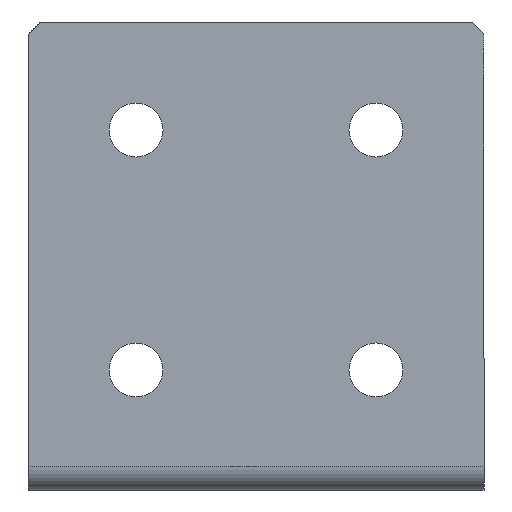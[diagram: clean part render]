
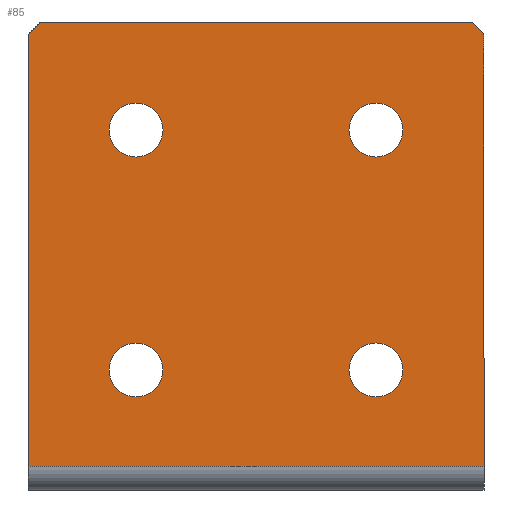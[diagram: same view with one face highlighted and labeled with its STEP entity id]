
A CAD part, front view. The second image highlights one B-rep face of the part: STEP entity #85.
In plain terms, the highlighted planar face has unit normal (0, -1, 0).
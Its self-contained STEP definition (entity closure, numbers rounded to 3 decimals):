
#7 = VERTEX_POINT ( 'NONE', #632 ) ;
#23 = EDGE_LOOP ( 'NONE', ( #974, #753 ) ) ;
#31 = CIRCLE ( 'NONE', #172, 4.5 ) ;
#34 = LINE ( 'NONE', #568, #942 ) ;
#38 = LINE ( 'NONE', #349, #202 ) ;
#44 = CIRCLE ( 'NONE', #475, 4.5 ) ;
#47 = CARTESIAN_POINT ( 'NONE',  ( 38., 0., 4. ) ) ;
#52 = DIRECTION ( 'NONE',  ( 0., 0., 1. ) ) ;
#56 = DIRECTION ( 'NONE',  ( 0., 1., 0. ) ) ;
#85 = ADVANCED_FACE ( 'NONE', ( #773, #931, #584, #311, #1105 ), #333, .F. ) ;
#101 = ORIENTED_EDGE ( 'NONE', *, *, #1047, .T. ) ;
#109 = VECTOR ( 'NONE', #1029, 1000. ) ;
#115 = CARTESIAN_POINT ( 'NONE',  ( -38., 0., 4. ) ) ;
#119 = DIRECTION ( 'NONE',  ( 0., 0., 1. ) ) ;
#121 = DIRECTION ( 'NONE',  ( 0., 1., 0. ) ) ;
#145 = AXIS2_PLACEMENT_3D ( 'NONE', #147, #414, #153 ) ;
#147 = CARTESIAN_POINT ( 'NONE',  ( 0., 0., 0. ) ) ;
#148 = CIRCLE ( 'NONE', #790, 4.5 ) ;
#153 = DIRECTION ( 'NONE',  ( 0., 0., 1. ) ) ;
#165 = EDGE_CURVE ( 'NONE', #995, #7, #861, .T. ) ;
#168 = CARTESIAN_POINT ( 'NONE',  ( -38., 0., 0. ) ) ;
#170 = DIRECTION ( 'NONE',  ( 0., 1., 0. ) ) ;
#172 = AXIS2_PLACEMENT_3D ( 'NONE', #376, #1069, #212 ) ;
#190 = ORIENTED_EDGE ( 'NONE', *, *, #536, .T. ) ;
#202 = VECTOR ( 'NONE', #462, 1000. ) ;
#209 = AXIS2_PLACEMENT_3D ( 'NONE', #833, #121, #397 ) ;
#212 = DIRECTION ( 'NONE',  ( 0., 0., 1. ) ) ;
#216 = CARTESIAN_POINT ( 'NONE',  ( 20., 0., 60. ) ) ;
#220 = LINE ( 'NONE', #916, #783 ) ;
#228 = DIRECTION ( 'NONE',  ( 0., 0., 1. ) ) ;
#237 = DIRECTION ( 'NONE',  ( 0., 1., 0. ) ) ;
#239 = AXIS2_PLACEMENT_3D ( 'NONE', #938, #616, #1108 ) ;
#242 = CARTESIAN_POINT ( 'NONE',  ( -20., 0., 15.5 ) ) ;
#249 = EDGE_CURVE ( 'NONE', #805, #253, #38, .T. ) ;
#253 = VERTEX_POINT ( 'NONE', #548 ) ;
#260 = AXIS2_PLACEMENT_3D ( 'NONE', #1066, #170, #892 ) ;
#270 = ORIENTED_EDGE ( 'NONE', *, *, #494, .T. ) ;
#278 = EDGE_LOOP ( 'NONE', ( #190, #270 ) ) ;
#282 = VERTEX_POINT ( 'NONE', #784 ) ;
#288 = CARTESIAN_POINT ( 'NONE',  ( 20., 0., 24.5 ) ) ;
#298 = CARTESIAN_POINT ( 'NONE',  ( 20., 0., 60. ) ) ;
#311 = FACE_BOUND ( 'NONE', #313, .T. ) ;
#312 = DIRECTION ( 'NONE',  ( -0.707, 0., 0.707 ) ) ;
#313 = EDGE_LOOP ( 'NONE', ( #846, #101 ) ) ;
#333 = PLANE ( 'NONE',  #145 ) ;
#334 = CIRCLE ( 'NONE', #209, 4.5 ) ;
#341 = DIRECTION ( 'NONE',  ( 0., 0., 1. ) ) ;
#345 = LINE ( 'NONE', #115, #558 ) ;
#349 = CARTESIAN_POINT ( 'NONE',  ( -38., 0., 76. ) ) ;
#363 = VERTEX_POINT ( 'NONE', #756 ) ;
#376 = CARTESIAN_POINT ( 'NONE',  ( -20., 0., 60. ) ) ;
#388 = VERTEX_POINT ( 'NONE', #47 ) ;
#395 = CARTESIAN_POINT ( 'NONE',  ( 0., 0., 78. ) ) ;
#397 = DIRECTION ( 'NONE',  ( 0., 0., 1. ) ) ;
#413 = EDGE_CURVE ( 'NONE', #657, #986, #44, .T. ) ;
#414 = DIRECTION ( 'NONE',  ( 0., 1., 0. ) ) ;
#416 = CARTESIAN_POINT ( 'NONE',  ( 38., 0., 76. ) ) ;
#419 = CIRCLE ( 'NONE', #239, 4.5 ) ;
#440 = EDGE_CURVE ( 'NONE', #986, #657, #663, .T. ) ;
#443 = DIRECTION ( 'NONE',  ( -1., 0., 0. ) ) ;
#462 = DIRECTION ( 'NONE',  ( -0.707, 0., -0.707 ) ) ;
#475 = AXIS2_PLACEMENT_3D ( 'NONE', #216, #237, #228 ) ;
#494 = EDGE_CURVE ( 'NONE', #497, #597, #419, .T. ) ;
#497 = VERTEX_POINT ( 'NONE', #242 ) ;
#520 = CIRCLE ( 'NONE', #1062, 4.5 ) ;
#536 = EDGE_CURVE ( 'NONE', #597, #497, #148, .T. ) ;
#548 = CARTESIAN_POINT ( 'NONE',  ( -38., 0., 76. ) ) ;
#550 = CARTESIAN_POINT ( 'NONE',  ( -20., 0., 64.5 ) ) ;
#558 = VECTOR ( 'NONE', #443, 1000. ) ;
#564 = CARTESIAN_POINT ( 'NONE',  ( 20., 0., 64.5 ) ) ;
#568 = CARTESIAN_POINT ( 'NONE',  ( 36., 0., 78. ) ) ;
#584 = FACE_BOUND ( 'NONE', #23, .T. ) ;
#597 = VERTEX_POINT ( 'NONE', #643 ) ;
#615 = ORIENTED_EDGE ( 'NONE', *, *, #1073, .T. ) ;
#616 = DIRECTION ( 'NONE',  ( 0., 1., 0. ) ) ;
#619 = CARTESIAN_POINT ( 'NONE',  ( 20., 0., 55.5 ) ) ;
#632 = CARTESIAN_POINT ( 'NONE',  ( -20., 0., 55.5 ) ) ;
#639 = DIRECTION ( 'NONE',  ( -1., 0., 0. ) ) ;
#642 = ORIENTED_EDGE ( 'NONE', *, *, #655, .T. ) ;
#643 = CARTESIAN_POINT ( 'NONE',  ( -20., 0., 24.5 ) ) ;
#647 = CARTESIAN_POINT ( 'NONE',  ( -38., 0., 4. ) ) ;
#649 = DIRECTION ( 'NONE',  ( 0., 1., 0. ) ) ;
#655 = EDGE_CURVE ( 'NONE', #282, #1063, #334, .T. ) ;
#657 = VERTEX_POINT ( 'NONE', #564 ) ;
#658 = ORIENTED_EDGE ( 'NONE', *, *, #768, .T. ) ;
#663 = CIRCLE ( 'NONE', #681, 4.5 ) ;
#672 = ORIENTED_EDGE ( 'NONE', *, *, #1104, .T. ) ;
#681 = AXIS2_PLACEMENT_3D ( 'NONE', #298, #649, #994 ) ;
#703 = VERTEX_POINT ( 'NONE', #647 ) ;
#728 = EDGE_CURVE ( 'NONE', #388, #749, #220, .T. ) ;
#741 = CARTESIAN_POINT ( 'NONE',  ( 20., 0., 20. ) ) ;
#749 = VERTEX_POINT ( 'NONE', #416 ) ;
#751 = ORIENTED_EDGE ( 'NONE', *, *, #728, .T. ) ;
#753 = ORIENTED_EDGE ( 'NONE', *, *, #440, .T. ) ;
#756 = CARTESIAN_POINT ( 'NONE',  ( 36., 0., 78. ) ) ;
#758 = ORIENTED_EDGE ( 'NONE', *, *, #896, .F. ) ;
#768 = EDGE_CURVE ( 'NONE', #253, #703, #776, .T. ) ;
#773 = FACE_BOUND ( 'NONE', #278, .T. ) ;
#776 = LINE ( 'NONE', #168, #109 ) ;
#783 = VECTOR ( 'NONE', #52, 1000. ) ;
#784 = CARTESIAN_POINT ( 'NONE',  ( 20., 0., 15.5 ) ) ;
#790 = AXIS2_PLACEMENT_3D ( 'NONE', #848, #860, #341 ) ;
#796 = EDGE_LOOP ( 'NONE', ( #615, #642 ) ) ;
#800 = EDGE_LOOP ( 'NONE', ( #751, #672, #1076, #997, #658, #758 ) ) ;
#805 = VERTEX_POINT ( 'NONE', #866 ) ;
#819 = LINE ( 'NONE', #395, #906 ) ;
#833 = CARTESIAN_POINT ( 'NONE',  ( 20., 0., 20. ) ) ;
#846 = ORIENTED_EDGE ( 'NONE', *, *, #165, .T. ) ;
#848 = CARTESIAN_POINT ( 'NONE',  ( -20., 0., 20. ) ) ;
#860 = DIRECTION ( 'NONE',  ( 0., 1., 0. ) ) ;
#861 = CIRCLE ( 'NONE', #260, 4.5 ) ;
#866 = CARTESIAN_POINT ( 'NONE',  ( -36., 0., 78. ) ) ;
#892 = DIRECTION ( 'NONE',  ( 0., 0., 1. ) ) ;
#896 = EDGE_CURVE ( 'NONE', #388, #703, #345, .T. ) ;
#906 = VECTOR ( 'NONE', #639, 1000. ) ;
#916 = CARTESIAN_POINT ( 'NONE',  ( 38., 0., 0. ) ) ;
#931 = FACE_BOUND ( 'NONE', #796, .T. ) ;
#938 = CARTESIAN_POINT ( 'NONE',  ( -20., 0., 20. ) ) ;
#942 = VECTOR ( 'NONE', #312, 1000. ) ;
#974 = ORIENTED_EDGE ( 'NONE', *, *, #413, .T. ) ;
#986 = VERTEX_POINT ( 'NONE', #619 ) ;
#994 = DIRECTION ( 'NONE',  ( 0., 0., 1. ) ) ;
#995 = VERTEX_POINT ( 'NONE', #550 ) ;
#997 = ORIENTED_EDGE ( 'NONE', *, *, #249, .T. ) ;
#1029 = DIRECTION ( 'NONE',  ( 0., 0., -1. ) ) ;
#1047 = EDGE_CURVE ( 'NONE', #7, #995, #31, .T. ) ;
#1062 = AXIS2_PLACEMENT_3D ( 'NONE', #741, #56, #119 ) ;
#1063 = VERTEX_POINT ( 'NONE', #288 ) ;
#1066 = CARTESIAN_POINT ( 'NONE',  ( -20., 0., 60. ) ) ;
#1069 = DIRECTION ( 'NONE',  ( 0., 1., 0. ) ) ;
#1073 = EDGE_CURVE ( 'NONE', #1063, #282, #520, .T. ) ;
#1076 = ORIENTED_EDGE ( 'NONE', *, *, #1089, .T. ) ;
#1089 = EDGE_CURVE ( 'NONE', #363, #805, #819, .T. ) ;
#1104 = EDGE_CURVE ( 'NONE', #749, #363, #34, .T. ) ;
#1105 = FACE_OUTER_BOUND ( 'NONE', #800, .T. ) ;
#1108 = DIRECTION ( 'NONE',  ( 0., 0., 1. ) ) ;
